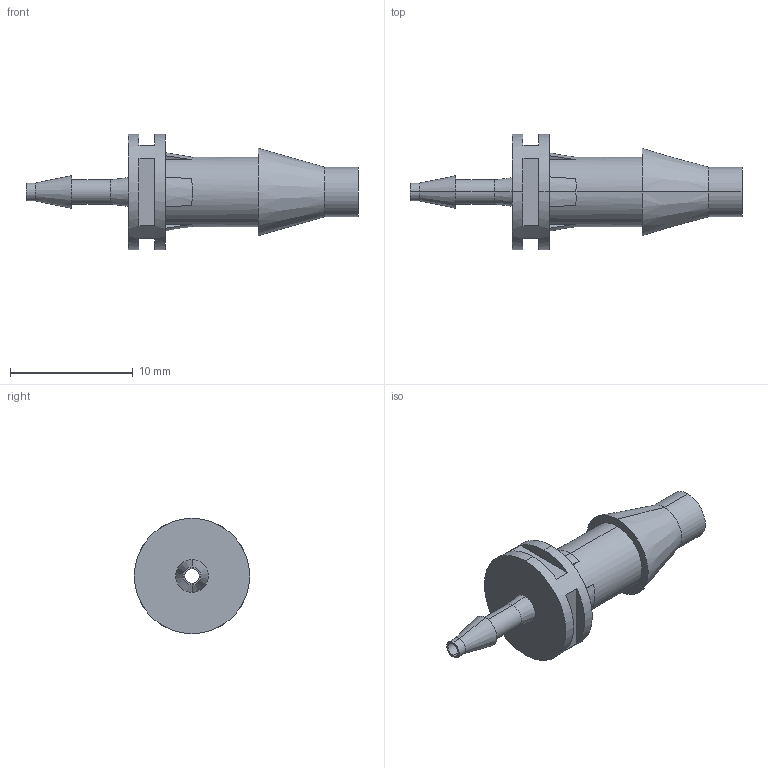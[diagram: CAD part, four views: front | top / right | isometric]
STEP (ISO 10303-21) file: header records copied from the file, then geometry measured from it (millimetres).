
FILE_DESCRIPTION(/* description */ ('Alibre Inc.'),/* implementation_level */ '2;1');
FILE_NAME(/* name */ 'export0',/* time_stamp */ '2015-07-05T22:53:30+12:00',/* author */ (''),/* organization */ (''),/* preprocessor_version */ 'ST-DEVELOPER v14',/* originating_system */ 'Alibre',/* authorisation */ '');
FILE_SCHEMA (('CONFIG_CONTROL_DESIGN'));
Length unit declared in the file: inch
Products named in the file (1): DTB-0.0625-0.1875
Bounding box: 27.08 x 9.4 x 9.4 mm (x, y, z)
Volume: 472.8 mm3; surface area: 760.3 mm2
Topology: 1 solids, 1 shells, 52 faces, 122 edges, 79 vertices
Faces by surface type: plane 27, cylinder 14, cone 11
Entity records: 1563 total; most frequent: DIRECTION 260, CARTESIAN_POINT 254, ORIENTED_EDGE 244, EDGE_CURVE 122, AXIS2_PLACEMENT_3D 112, VERTEX_POINT 79, VECTOR 63, LINE 63
